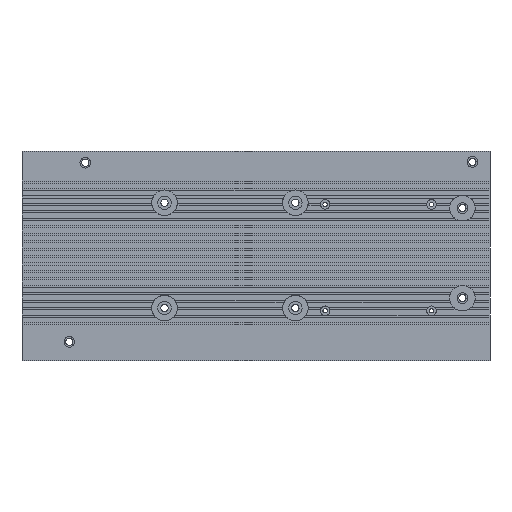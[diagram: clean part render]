
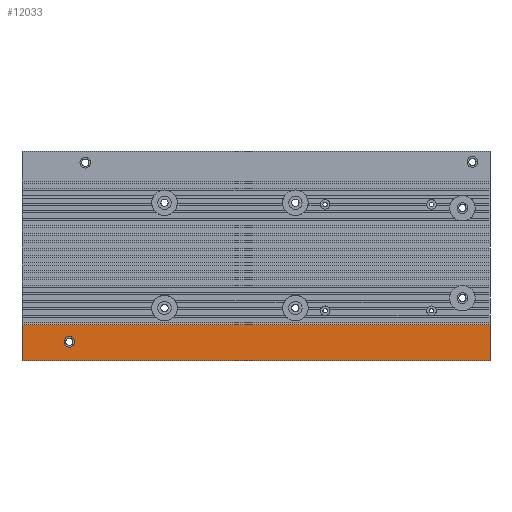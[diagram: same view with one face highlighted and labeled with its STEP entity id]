
A CAD part, front view. The second image highlights one B-rep face of the part: STEP entity #12033.
In plain terms, the highlighted planar face has unit normal (0, -1, 0).
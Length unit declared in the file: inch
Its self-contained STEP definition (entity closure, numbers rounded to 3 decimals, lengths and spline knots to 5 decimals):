
#9 = CARTESIAN_POINT ( 'NONE',  ( -4.33071, -0.07874, -1.26969 ) ) ;
#116 = VERTEX_POINT ( 'NONE', #7140 ) ;
#369 = LINE ( 'NONE', #5218, #7824 ) ;
#512 = VERTEX_POINT ( 'NONE', #6920 ) ;
#1023 = CIRCLE ( 'NONE', #6742, 0.09843 ) ;
#1048 = PLANE ( 'NONE',  #1321 ) ;
#1321 = AXIS2_PLACEMENT_3D ( 'NONE', #1959, #5623, #8507 ) ;
#1427 = VERTEX_POINT ( 'NONE', #10319 ) ;
#1710 = ORIENTED_EDGE ( 'NONE', *, *, #4469, .F. ) ;
#1823 = DIRECTION ( 'NONE',  ( 1., 0., 0. ) ) ;
#1959 = CARTESIAN_POINT ( 'NONE',  ( 0., -0.07874, 0. ) ) ;
#2531 = VERTEX_POINT ( 'NONE', #8530 ) ;
#2728 = DIRECTION ( 'NONE',  ( 0., -1., 0. ) ) ;
#2762 = ORIENTED_EDGE ( 'NONE', *, *, #3568, .F. ) ;
#2812 = DIRECTION ( 'NONE',  ( 0., 0., -1. ) ) ;
#2819 = EDGE_CURVE ( 'NONE', #10365, #116, #369, .T. ) ;
#3182 = CARTESIAN_POINT ( 'NONE',  ( -4.33071, -0.07874, 0. ) ) ;
#3248 = LINE ( 'NONE', #3182, #10701 ) ;
#3329 = AXIS2_PLACEMENT_3D ( 'NONE', #11087, #2728, #2812 ) ;
#3366 = DIRECTION ( 'NONE',  ( 0., 0., -1. ) ) ;
#3568 = EDGE_CURVE ( 'NONE', #1427, #10365, #9851, .T. ) ;
#3722 = CARTESIAN_POINT ( 'NONE',  ( -3.45491, -0.07874, -1.589 ) ) ;
#4049 = EDGE_CURVE ( 'NONE', #1427, #11409, #3248, .T. ) ;
#4333 = CARTESIAN_POINT ( 'NONE',  ( 4.33071, -0.07874, -1.26969 ) ) ;
#4469 = EDGE_CURVE ( 'NONE', #512, #2531, #10839, .T. ) ;
#4702 = ORIENTED_EDGE ( 'NONE', *, *, #7352, .F. ) ;
#5121 = ORIENTED_EDGE ( 'NONE', *, *, #4049, .T. ) ;
#5218 = CARTESIAN_POINT ( 'NONE',  ( 4.33071, -0.07874, 0. ) ) ;
#5319 = EDGE_LOOP ( 'NONE', ( #1710, #11871 ) ) ;
#5623 = DIRECTION ( 'NONE',  ( 0., 1., 0. ) ) ;
#6065 = EDGE_CURVE ( 'NONE', #2531, #512, #1023, .T. ) ;
#6742 = AXIS2_PLACEMENT_3D ( 'NONE', #3722, #11969, #9322 ) ;
#6920 = CARTESIAN_POINT ( 'NONE',  ( -3.45491, -0.07874, -1.68743 ) ) ;
#7140 = CARTESIAN_POINT ( 'NONE',  ( 4.33071, -0.07874, -1.93898 ) ) ;
#7352 = EDGE_CURVE ( 'NONE', #116, #11409, #10331, .T. ) ;
#7430 = VECTOR ( 'NONE', #11633, 39.37008 ) ;
#7824 = VECTOR ( 'NONE', #3366, 39.37008 ) ;
#7873 = CARTESIAN_POINT ( 'NONE',  ( 0., -0.07874, -1.93898 ) ) ;
#8507 = DIRECTION ( 'NONE',  ( 0., 0., 1. ) ) ;
#8530 = CARTESIAN_POINT ( 'NONE',  ( -3.45491, -0.07874, -1.49057 ) ) ;
#9322 = DIRECTION ( 'NONE',  ( 0., 0., -1. ) ) ;
#9417 = EDGE_LOOP ( 'NONE', ( #2762, #5121, #4702, #10274 ) ) ;
#9602 = DIRECTION ( 'NONE',  ( 0., 0., -1. ) ) ;
#9851 = LINE ( 'NONE', #9, #10864 ) ;
#10274 = ORIENTED_EDGE ( 'NONE', *, *, #2819, .F. ) ;
#10319 = CARTESIAN_POINT ( 'NONE',  ( -4.33071, -0.07874, -1.26969 ) ) ;
#10331 = LINE ( 'NONE', #7873, #7430 ) ;
#10365 = VERTEX_POINT ( 'NONE', #4333 ) ;
#10374 = FACE_BOUND ( 'NONE', #5319, .T. ) ;
#10545 = CARTESIAN_POINT ( 'NONE',  ( -4.33071, -0.07874, -1.93898 ) ) ;
#10701 = VECTOR ( 'NONE', #9602, 39.37008 ) ;
#10839 = CIRCLE ( 'NONE', #3329, 0.09843 ) ;
#10864 = VECTOR ( 'NONE', #1823, 39.37008 ) ;
#11087 = CARTESIAN_POINT ( 'NONE',  ( -3.45491, -0.07874, -1.589 ) ) ;
#11409 = VERTEX_POINT ( 'NONE', #10545 ) ;
#11633 = DIRECTION ( 'NONE',  ( -1., 0., 0. ) ) ;
#11854 = FACE_OUTER_BOUND ( 'NONE', #9417, .T. ) ;
#11871 = ORIENTED_EDGE ( 'NONE', *, *, #6065, .F. ) ;
#11969 = DIRECTION ( 'NONE',  ( 0., -1., 0. ) ) ;
#12033 = ADVANCED_FACE ( 'NONE', ( #10374, #11854 ), #1048, .F. ) ;
